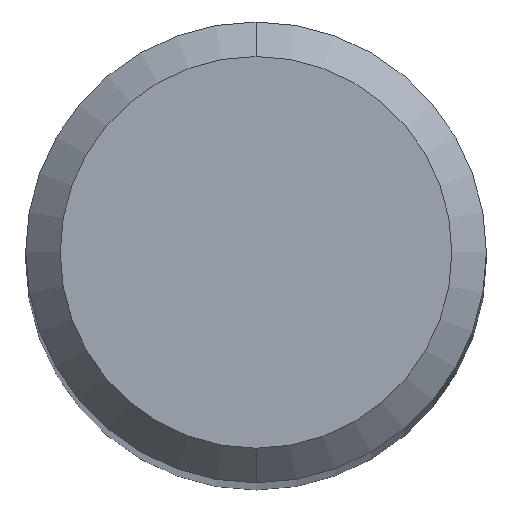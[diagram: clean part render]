
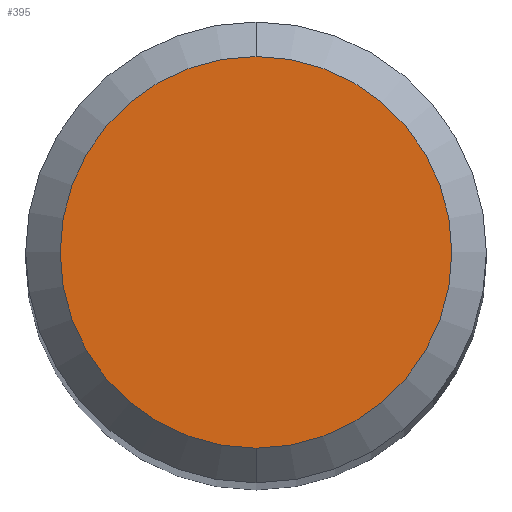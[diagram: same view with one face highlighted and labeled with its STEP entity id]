
A CAD part, top view. The second image highlights one B-rep face of the part: STEP entity #395.
In plain terms, the highlighted planar face has unit normal (0, 0, 1).
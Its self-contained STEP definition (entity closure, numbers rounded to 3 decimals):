
#225=EDGE_CURVE('',#359,#409,#535,.T.);
#359=VERTEX_POINT('',#684);
#369=EDGE_CURVE('',#409,#359,#695,.T.);
#395=ADVANCED_FACE('',(#721),#722,.T.);
#409=VERTEX_POINT('',#736);
#535=CIRCLE('',#933,1.7);
#684=CARTESIAN_POINT('',(0.,-1.7,0.0));
#695=CIRCLE('',#1255,1.7);
#721=FACE_OUTER_BOUND('',#1316,.T.);
#722=PLANE('',#1317);
#736=CARTESIAN_POINT('',(0.0,1.7,0.0));
#933=AXIS2_PLACEMENT_3D('',#1476,#1477,#1478);
#1255=AXIS2_PLACEMENT_3D('',#1671,#1672,#1673);
#1316=EDGE_LOOP('',(#1679,#1680));
#1317=AXIS2_PLACEMENT_3D('',#1681,#1682,#1683);
#1476=CARTESIAN_POINT('',(0.0,0.0,0.0));
#1477=DIRECTION('',(0.0,0.0,-1.0));
#1478=DIRECTION('',(0.0,1.0,0.0));
#1671=CARTESIAN_POINT('',(0.0,0.0,0.0));
#1672=DIRECTION('',(0.0,0.0,-1.0));
#1673=DIRECTION('',(0.0,1.0,0.0));
#1679=ORIENTED_EDGE('',*,*,#369,.F.);
#1680=ORIENTED_EDGE('',*,*,#225,.F.);
#1681=CARTESIAN_POINT('',(0.0,0.85,0.0));
#1682=DIRECTION('',(-0.0,0.0,1.0));
#1683=DIRECTION('',(0.0,-1.0,0.0));
